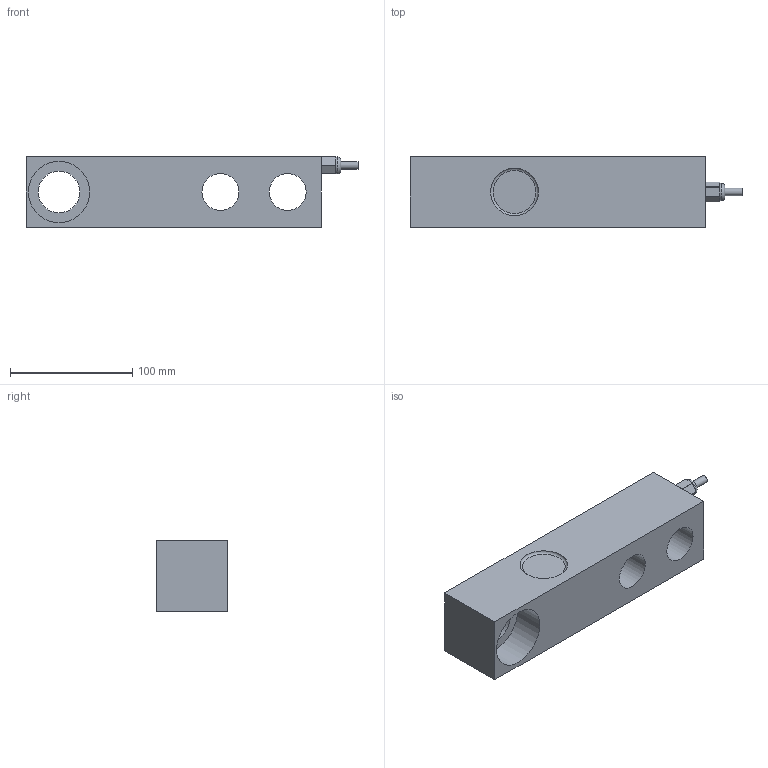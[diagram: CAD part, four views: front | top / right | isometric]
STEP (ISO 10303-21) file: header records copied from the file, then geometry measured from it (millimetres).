
FILE_DESCRIPTION(/* description */ (''),/* implementation_level */ '2;1');
FILE_NAME(/* name */ '563YH-20t v1.step',/* time_stamp */ '2020-01-21T14:58:02-08:00',/* author */ (''),/* organization */ (''),/* preprocessor_version */ 'ST-DEVELOPER v18',/* originating_system */ 'Autodesk Translation Framework v8.12.0.6',/* authorisation */ '');
FILE_SCHEMA (('AUTOMOTIVE_DESIGN { 1 0 10303 214 3 1 1 }'));
Length unit declared in the file: millimetre
Products named in the file (1): 563YH-20t
Bounding box: 271.5 x 58 x 58 mm (x, y, z)
Volume: 647620.5 mm3; surface area: 77821.1 mm2
Topology: 1 solids, 1 shells, 38 faces, 94 edges, 63 vertices
Faces by surface type: plane 23, cylinder 12, torus 3
Full cylindrical faces by diameter (mm): 6.1 x1, 14 x1, 30.2 x2, 34 x1, 50 x1
Entity records: 1205 total; most frequent: DIRECTION 218, CARTESIAN_POINT 196, ORIENTED_EDGE 188, EDGE_CURVE 94, AXIS2_PLACEMENT_3D 85, VERTEX_POINT 63, EDGE_LOOP 49, LINE 48
